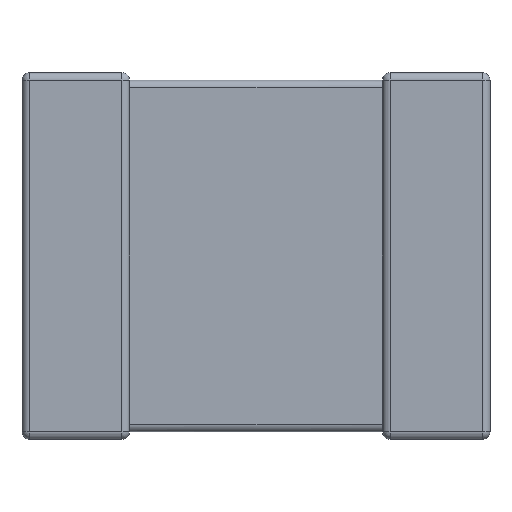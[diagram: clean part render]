
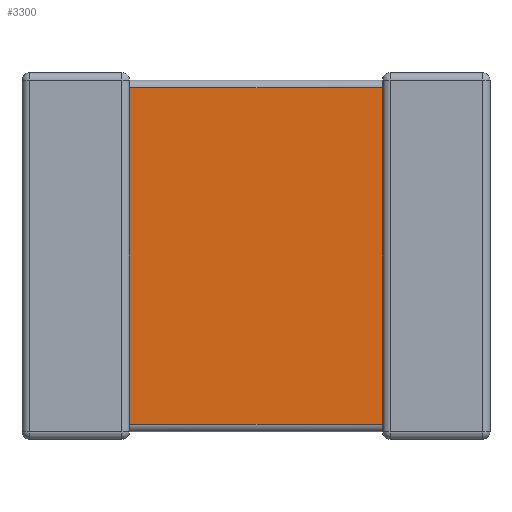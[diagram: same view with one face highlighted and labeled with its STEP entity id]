
A CAD part, front view. The second image highlights one B-rep face of the part: STEP entity #3300.
In plain terms, the highlighted planar face has unit normal (0, -1, 0).
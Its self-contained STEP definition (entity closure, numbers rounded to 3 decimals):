
#44 = CARTESIAN_POINT ( 'NONE',  ( 0.85, 0.06, -2.779 ) ) ;
#58 = VERTEX_POINT ( 'NONE', #1022 ) ;
#272 = CARTESIAN_POINT ( 'NONE',  ( 0.85, 0.06, -0.121 ) ) ;
#400 = ORIENTED_EDGE ( 'NONE', *, *, #1326, .T. ) ;
#491 = EDGE_LOOP ( 'NONE', ( #1586, #3366, #400, #4654 ) ) ;
#516 = LINE ( 'NONE', #2067, #3773 ) ;
#651 = LINE ( 'NONE', #3291, #2724 ) ;
#879 = VERTEX_POINT ( 'NONE', #44 ) ;
#999 = VECTOR ( 'NONE', #3286, 1000. ) ;
#1022 = CARTESIAN_POINT ( 'NONE',  ( 2.85, 0.06, -2.779 ) ) ;
#1260 = CARTESIAN_POINT ( 'NONE',  ( 2.85, 0.06, -0.121 ) ) ;
#1288 = VECTOR ( 'NONE', #2419, 1000. ) ;
#1326 = EDGE_CURVE ( 'NONE', #58, #1579, #3693, .T. ) ;
#1346 = DIRECTION ( 'NONE',  ( 1., 0., 0. ) ) ;
#1464 = DIRECTION ( 'NONE',  ( 1., 0., 0. ) ) ;
#1579 = VERTEX_POINT ( 'NONE', #1260 ) ;
#1586 = ORIENTED_EDGE ( 'NONE', *, *, #4074, .F. ) ;
#1672 = PLANE ( 'NONE',  #2746 ) ;
#2067 = CARTESIAN_POINT ( 'NONE',  ( 0.85, 0.06, -2.9 ) ) ;
#2419 = DIRECTION ( 'NONE',  ( -1., 0., 0. ) ) ;
#2464 = EDGE_CURVE ( 'NONE', #879, #58, #651, .T. ) ;
#2724 = VECTOR ( 'NONE', #1464, 1000. ) ;
#2746 = AXIS2_PLACEMENT_3D ( 'NONE', #3520, #3135, #1346 ) ;
#3027 = CARTESIAN_POINT ( 'NONE',  ( 2.85, 0.06, -2.9 ) ) ;
#3135 = DIRECTION ( 'NONE',  ( 0., -1., 0. ) ) ;
#3264 = CARTESIAN_POINT ( 'NONE',  ( 0.85, 0.06, -0.121 ) ) ;
#3273 = FACE_OUTER_BOUND ( 'NONE', #491, .T. ) ;
#3286 = DIRECTION ( 'NONE',  ( 0., 0., 1. ) ) ;
#3291 = CARTESIAN_POINT ( 'NONE',  ( 2.85, 0.06, -2.779 ) ) ;
#3300 = ADVANCED_FACE ( 'NONE', ( #3273 ), #1672, .T. ) ;
#3366 = ORIENTED_EDGE ( 'NONE', *, *, #2464, .T. ) ;
#3397 = EDGE_CURVE ( 'NONE', #1579, #4374, #3774, .T. ) ;
#3520 = CARTESIAN_POINT ( 'NONE',  ( 0.85, 0.06, -2.9 ) ) ;
#3693 = LINE ( 'NONE', #3027, #999 ) ;
#3773 = VECTOR ( 'NONE', #4603, 1000. ) ;
#3774 = LINE ( 'NONE', #272, #1288 ) ;
#4074 = EDGE_CURVE ( 'NONE', #879, #4374, #516, .T. ) ;
#4374 = VERTEX_POINT ( 'NONE', #3264 ) ;
#4603 = DIRECTION ( 'NONE',  ( 0., 0., 1. ) ) ;
#4654 = ORIENTED_EDGE ( 'NONE', *, *, #3397, .T. ) ;
